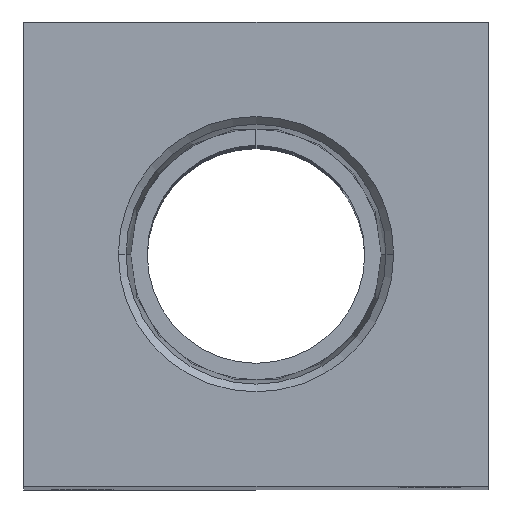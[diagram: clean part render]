
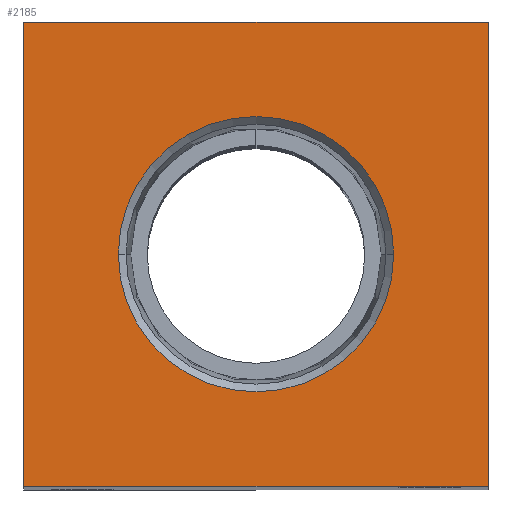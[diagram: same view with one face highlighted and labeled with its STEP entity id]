
A CAD part, top view. The second image highlights one B-rep face of the part: STEP entity #2185.
In plain terms, the highlighted planar face has unit normal (0, 0, 1).
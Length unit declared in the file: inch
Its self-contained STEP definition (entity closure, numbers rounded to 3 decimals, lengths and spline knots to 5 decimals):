
#11 = CARTESIAN_POINT ( 'NONE',  ( 0.75, 0.75, 3.375 ) ) ;
#51 = FACE_BOUND ( 'NONE', #1430, .T. ) ;
#59 = CARTESIAN_POINT ( 'NONE',  ( 0., 0., 3.375 ) ) ;
#160 = VERTEX_POINT ( 'NONE', #2471 ) ;
#170 = CARTESIAN_POINT ( 'NONE',  ( 0.75, -0.75, 3.375 ) ) ;
#179 = VERTEX_POINT ( 'NONE', #2198 ) ;
#272 = ORIENTED_EDGE ( 'NONE', *, *, #1265, .T. ) ;
#325 = DIRECTION ( 'NONE',  ( 1., 0., 0. ) ) ;
#345 = DIRECTION ( 'NONE',  ( -1., 0., 0. ) ) ;
#381 = VERTEX_POINT ( 'NONE', #1504 ) ;
#394 = CIRCLE ( 'NONE', #544, 0.44487 ) ;
#473 = ORIENTED_EDGE ( 'NONE', *, *, #2254, .T. ) ;
#544 = AXIS2_PLACEMENT_3D ( 'NONE', #2334, #2321, #2315 ) ;
#566 = LINE ( 'NONE', #1570, #1879 ) ;
#726 = LINE ( 'NONE', #2997, #1229 ) ;
#773 = VERTEX_POINT ( 'NONE', #11 ) ;
#789 = ORIENTED_EDGE ( 'NONE', *, *, #2224, .T. ) ;
#807 = EDGE_CURVE ( 'NONE', #2898, #160, #1935, .T. ) ;
#827 = DIRECTION ( 'NONE',  ( 1., 0., 0. ) ) ;
#917 = CARTESIAN_POINT ( 'NONE',  ( -0.75, -0.75, 3.375 ) ) ;
#926 = DIRECTION ( 'NONE',  ( 0., 0., 1. ) ) ;
#930 = DIRECTION ( 'NONE',  ( 0., -1., 0. ) ) ;
#933 = LINE ( 'NONE', #917, #2759 ) ;
#966 = EDGE_CURVE ( 'NONE', #160, #2898, #394, .T. ) ;
#1204 = VERTEX_POINT ( 'NONE', #1823 ) ;
#1229 = VECTOR ( 'NONE', #827, 39.37008 ) ;
#1265 = EDGE_CURVE ( 'NONE', #179, #1204, #933, .T. ) ;
#1430 = EDGE_LOOP ( 'NONE', ( #2042, #1579 ) ) ;
#1504 = CARTESIAN_POINT ( 'NONE',  ( 0.75, -0.75, 3.375 ) ) ;
#1570 = CARTESIAN_POINT ( 'NONE',  ( 0.75, 0.75, 3.375 ) ) ;
#1579 = ORIENTED_EDGE ( 'NONE', *, *, #966, .F. ) ;
#1670 = DIRECTION ( 'NONE',  ( 0., 1., 0. ) ) ;
#1772 = AXIS2_PLACEMENT_3D ( 'NONE', #1815, #926, #2033 ) ;
#1805 = DIRECTION ( 'NONE',  ( 0., 0., 1. ) ) ;
#1815 = CARTESIAN_POINT ( 'NONE',  ( 0., 0., 3.375 ) ) ;
#1823 = CARTESIAN_POINT ( 'NONE',  ( -0.75, -0.75, 3.375 ) ) ;
#1860 = ORIENTED_EDGE ( 'NONE', *, *, #2882, .T. ) ;
#1879 = VECTOR ( 'NONE', #345, 39.37008 ) ;
#1918 = CARTESIAN_POINT ( 'NONE',  ( 0.44487, 0., 3.375 ) ) ;
#1935 = CIRCLE ( 'NONE', #1772, 0.44487 ) ;
#1948 = FACE_OUTER_BOUND ( 'NONE', #2335, .T. ) ;
#2033 = DIRECTION ( 'NONE',  ( 1., 0., 0. ) ) ;
#2042 = ORIENTED_EDGE ( 'NONE', *, *, #807, .F. ) ;
#2185 = ADVANCED_FACE ( 'NONE', ( #51, #1948 ), #2262, .T. ) ;
#2198 = CARTESIAN_POINT ( 'NONE',  ( -0.75, 0.75, 3.375 ) ) ;
#2224 = EDGE_CURVE ( 'NONE', #1204, #381, #726, .T. ) ;
#2254 = EDGE_CURVE ( 'NONE', #773, #179, #566, .T. ) ;
#2262 = PLANE ( 'NONE',  #2346 ) ;
#2315 = DIRECTION ( 'NONE',  ( 1., 0., 0. ) ) ;
#2321 = DIRECTION ( 'NONE',  ( 0., 0., 1. ) ) ;
#2334 = CARTESIAN_POINT ( 'NONE',  ( 0., 0., 3.375 ) ) ;
#2335 = EDGE_LOOP ( 'NONE', ( #272, #789, #1860, #473 ) ) ;
#2346 = AXIS2_PLACEMENT_3D ( 'NONE', #59, #1805, #325 ) ;
#2471 = CARTESIAN_POINT ( 'NONE',  ( -0.44487, 0., 3.375 ) ) ;
#2759 = VECTOR ( 'NONE', #930, 39.37008 ) ;
#2882 = EDGE_CURVE ( 'NONE', #381, #773, #3149, .T. ) ;
#2898 = VERTEX_POINT ( 'NONE', #1918 ) ;
#2992 = VECTOR ( 'NONE', #1670, 39.37008 ) ;
#2997 = CARTESIAN_POINT ( 'NONE',  ( 0.75, -0.75, 3.375 ) ) ;
#3149 = LINE ( 'NONE', #170, #2992 ) ;
